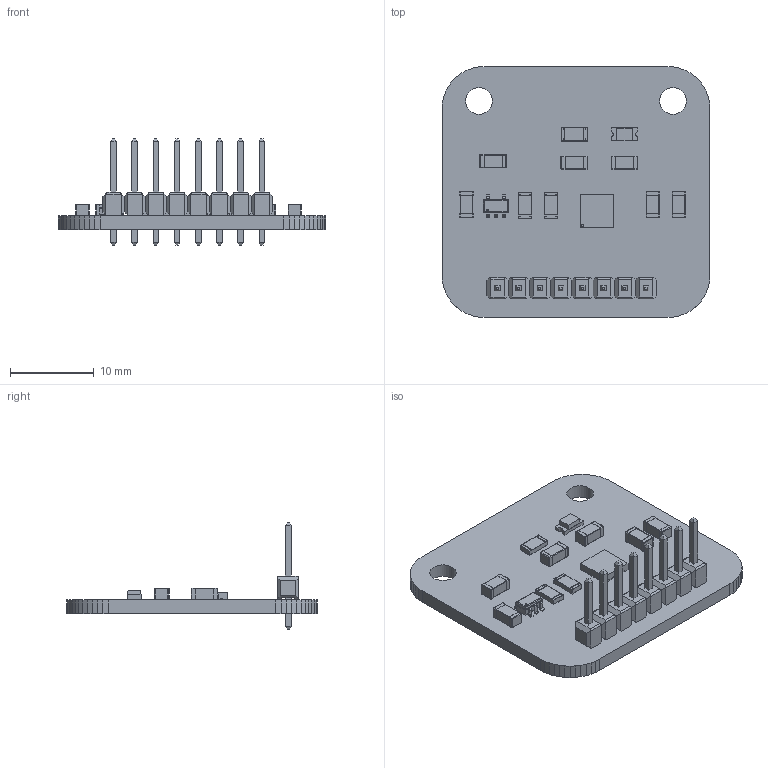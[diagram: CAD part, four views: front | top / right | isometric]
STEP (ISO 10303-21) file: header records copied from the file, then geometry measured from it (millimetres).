
FILE_DESCRIPTION(('Open CASCADE Model'),'2;1');
FILE_NAME('Open CASCADE Shape Model','2022-04-28T17:52:49',('Author'),( 'Open CASCADE'),'Open CASCADE STEP processor 6.2','Open CASCADE 6.2' ,'Unknown');
FILE_SCHEMA(('AUTOMOTIVE_DESIGN { 1 0 10303 214 1 1 1 1 }'));
Length unit declared in the file: millimetre
Products named in the file (23): PCB; Board; U2; MPU-6050--3DModel-STEP-1; U1; 490576184; R3; RC1206JR-071KP; R2; R1; LED1; User_Library-LED_1206_BLUE_(1); J1; User_Library-1x8_TH_Pitch_2_54mm; holder; pin; C6; C1206C105K8RAC7800; C5; C4; C3; C2; C1
Assembly tree (36 placements, depth 4):
  PCB
    Board
    U2
      MPU-6050--3DModel-STEP-1
    U1
      490576184
    R3
      RC1206JR-071KP
    R2
      RC1206JR-071KP
    R1
      RC1206JR-071KP
    LED1
      User_Library-LED_1206_BLUE_(1)
    J1
      User_Library-1x8_TH_Pitch_2_54mm
        holder
        pin  x8
    C6
      C1206C105K8RAC7800
    C5
      C1206C105K8RAC7800
    C4
      C1206C105K8RAC7800
    C3
      C1206C105K8RAC7800
    C2
      C1206C105K8RAC7800
    C1
      C1206C105K8RAC7800
Bounding box: 32.02 x 30.02 x 12.7 mm (x, y, z)
Volume: 1763.6 mm3; surface area: 3070.6 mm2
Topology: 75 solids, 75 shells, 1183 faces, 2877 edges, 1802 vertices
Faces by surface type: plane 946, cylinder 189, sphere 48
Full cylindrical faces by diameter (mm): 1.2 x8, 3.2 x2
Entity records: 52597 total; most frequent: CARTESIAN_POINT 11392, DIRECTION 7077, LINE 5139, VECTOR 5139, ORIENTED_EDGE 3922, PCURVE 3922, DEFINITIONAL_REPRESENTATION 3922, EDGE_CURVE 1961
